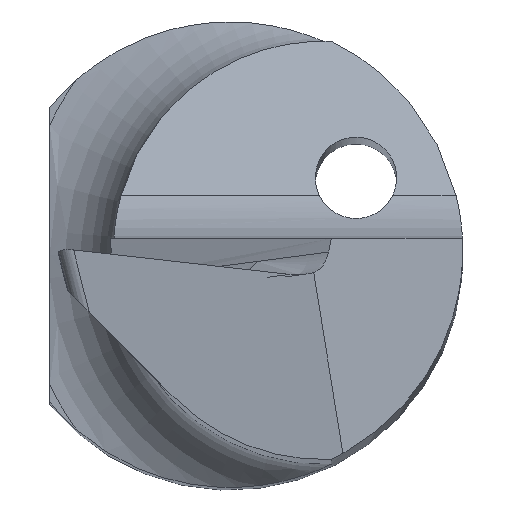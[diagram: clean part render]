
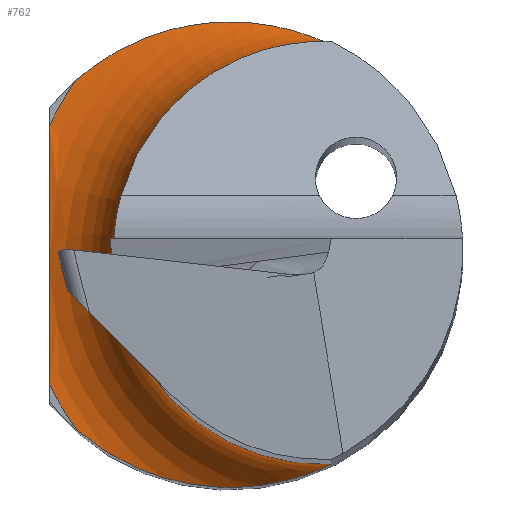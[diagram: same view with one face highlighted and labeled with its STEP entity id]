
A CAD part, top view. The second image highlights one B-rep face of the part: STEP entity #762.
In plain terms, the highlighted toroidal (fillet/blend) face has major radius 2.601 mm and minor radius 0.8 mm.
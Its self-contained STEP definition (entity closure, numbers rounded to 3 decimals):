
#7 = CIRCLE ( 'NONE', #290, 2.601 ) ;
#11 = CARTESIAN_POINT ( 'NONE',  ( -0.564, -1.932, 13.787 ) ) ;
#21 = CARTESIAN_POINT ( 'NONE',  ( 0.29, 1.982, 13.975 ) ) ;
#26 = DIRECTION ( 'NONE',  ( 1., 0., 0. ) ) ;
#28 = CARTESIAN_POINT ( 'NONE',  ( -0.349, 1.972, 13.817 ) ) ;
#35 = CARTESIAN_POINT ( 'NONE',  ( -1.55, 0.927, 13.751 ) ) ;
#39 = AXIS2_PLACEMENT_3D ( 'NONE', #69, #369, #669 ) ;
#41 = FACE_OUTER_BOUND ( 'NONE', #607, .T. ) ;
#64 = VERTEX_POINT ( 'NONE', #635 ) ;
#69 = CARTESIAN_POINT ( 'NONE',  ( 0.801, 0., 13.751 ) ) ;
#85 = CARTESIAN_POINT ( 'NONE',  ( 0.872, 1.8, 14.439 ) ) ;
#129 = VERTEX_POINT ( 'NONE', #473 ) ;
#130 = ORIENTED_EDGE ( 'NONE', *, *, #490, .T. ) ;
#164 = CARTESIAN_POINT ( 'NONE',  ( 0.872, -1.8, 14.439 ) ) ;
#188 = EDGE_CURVE ( 'NONE', #876, #225, #7, .T. ) ;
#200 = ORIENTED_EDGE ( 'NONE', *, *, #917, .T. ) ;
#207 = CIRCLE ( 'NONE', #505, 1.801 ) ;
#213 = EDGE_CURVE ( 'NONE', #356, #129, #207, .T. ) ;
#214 = CARTESIAN_POINT ( 'NONE',  ( -0.026, 2.003, 13.88 ) ) ;
#225 = VERTEX_POINT ( 'NONE', #614 ) ;
#226 = CARTESIAN_POINT ( 'NONE',  ( 0.081, 2.001, 13.907 ) ) ;
#229 = CARTESIAN_POINT ( 'NONE',  ( -0.352, -1.981, 13.812 ) ) ;
#234 = CARTESIAN_POINT ( 'NONE',  ( 0.293, -1.988, 13.963 ) ) ;
#251 = CARTESIAN_POINT ( 'NONE',  ( -0.666, 1.889, 13.779 ) ) ;
#252 = CARTESIAN_POINT ( 'NONE',  ( 0.801, 0., 13.751 ) ) ;
#270 = CARTESIAN_POINT ( 'NONE',  ( -1.55, -0.186, 13.791 ) ) ;
#280 = DIRECTION ( 'NONE',  ( 0., 0., -1. ) ) ;
#290 = AXIS2_PLACEMENT_3D ( 'NONE', #252, #911, #26 ) ;
#296 = CARTESIAN_POINT ( 'NONE',  ( -1.326, 1.497, 13.751 ) ) ;
#297 = CARTESIAN_POINT ( 'NONE',  ( -1.16, 1.645, 13.751 ) ) ;
#321 = EDGE_CURVE ( 'NONE', #129, #876, #949, .T. ) ;
#330 = CARTESIAN_POINT ( 'NONE',  ( -0.24, 1.988, 13.835 ) ) ;
#346 = CARTESIAN_POINT ( 'NONE',  ( -1.55, -0.742, 13.763 ) ) ;
#354 = AXIS2_PLACEMENT_3D ( 'NONE', #954, #280, #581 ) ;
#356 = VERTEX_POINT ( 'NONE', #404 ) ;
#369 = DIRECTION ( 'NONE',  ( 0., 0., 1. ) ) ;
#379 = CARTESIAN_POINT ( 'NONE',  ( -0.97, 1.763, 13.756 ) ) ;
#390 = CARTESIAN_POINT ( 'NONE',  ( 0.816, 1.828, 14.336 ) ) ;
#394 = B_SPLINE_CURVE_WITH_KNOTS ( 'NONE', 3,
 ( #796, #35, #419, #567, #554, #270, #564, #346, #791, #641 ),
 .UNSPECIFIED., .F., .F.,
 ( 4, 2, 2, 2, 4 ),
 ( 0., 0.001, 0.001, 0.002, 0.002 ),
 .UNSPECIFIED. ) ;
#398 = CARTESIAN_POINT ( 'NONE',  ( 0.582, 1.916, 14.117 ) ) ;
#401 = CARTESIAN_POINT ( 'NONE',  ( -1.326, -1.497, 13.751 ) ) ;
#402 = CARTESIAN_POINT ( 'NONE',  ( 0.801, 0., 14.551 ) ) ;
#404 = CARTESIAN_POINT ( 'NONE',  ( 0.872, -1.8, 14.551 ) ) ;
#408 = EDGE_CURVE ( 'NONE', #225, #880, #394, .T. ) ;
#419 = CARTESIAN_POINT ( 'NONE',  ( -1.55, 0.742, 13.763 ) ) ;
#451 = CARTESIAN_POINT ( 'NONE',  ( -1.55, -1.113, 13.751 ) ) ;
#459 = DIRECTION ( 'NONE',  ( 0., 0., -1. ) ) ;
#461 = CIRCLE ( 'NONE', #39, 2.601 ) ;
#473 = CARTESIAN_POINT ( 'NONE',  ( 0.872, 1.8, 14.551 ) ) ;
#479 = ORIENTED_EDGE ( 'NONE', *, *, #213, .T. ) ;
#490 = EDGE_CURVE ( 'NONE', #880, #64, #461, .T. ) ;
#505 = AXIS2_PLACEMENT_3D ( 'NONE', #402, #459, #619 ) ;
#528 = CARTESIAN_POINT ( 'NONE',  ( 0.581, -1.916, 14.117 ) ) ;
#554 = CARTESIAN_POINT ( 'NONE',  ( -1.55, 0.185, 13.791 ) ) ;
#564 = CARTESIAN_POINT ( 'NONE',  ( -1.55, -0.371, 13.783 ) ) ;
#567 = CARTESIAN_POINT ( 'NONE',  ( -1.55, 0.371, 13.783 ) ) ;
#581 = DIRECTION ( 'NONE',  ( 1., 0., 0. ) ) ;
#584 = ORIENTED_EDGE ( 'NONE', *, *, #188, .T. ) ;
#586 = CARTESIAN_POINT ( 'NONE',  ( 0.671, -1.886, 14.178 ) ) ;
#601 = CARTESIAN_POINT ( 'NONE',  ( 0.872, 1.8, 14.551 ) ) ;
#604 = TOROIDAL_SURFACE ( 'NONE', #354, 2.601, 0.8 ) ;
#607 = EDGE_LOOP ( 'NONE', ( #679, #584, #769, #130, #200, #479 ) ) ;
#608 = CARTESIAN_POINT ( 'NONE',  ( 0.672, 1.885, 14.178 ) ) ;
#614 = CARTESIAN_POINT ( 'NONE',  ( -1.55, 1.113, 13.751 ) ) ;
#619 = DIRECTION ( 'NONE',  ( 1., 0., 0. ) ) ;
#635 = CARTESIAN_POINT ( 'NONE',  ( -1.326, -1.497, 13.751 ) ) ;
#641 = CARTESIAN_POINT ( 'NONE',  ( -1.55, -1.113, 13.751 ) ) ;
#666 = CARTESIAN_POINT ( 'NONE',  ( -0.974, -1.761, 13.756 ) ) ;
#669 = DIRECTION ( 'NONE',  ( 1., 0., 0. ) ) ;
#673 = CARTESIAN_POINT ( 'NONE',  ( -1.159, -1.645, 13.751 ) ) ;
#674 = CARTESIAN_POINT ( 'NONE',  ( -1.326, 1.497, 13.751 ) ) ;
#679 = ORIENTED_EDGE ( 'NONE', *, *, #321, .T. ) ;
#762 = ADVANCED_FACE ( 'NONE', ( #41 ), #604, .F. ) ;
#769 = ORIENTED_EDGE ( 'NONE', *, *, #408, .T. ) ;
#779 = CARTESIAN_POINT ( 'NONE',  ( -0.562, 1.923, 13.789 ) ) ;
#791 = CARTESIAN_POINT ( 'NONE',  ( -1.55, -0.927, 13.751 ) ) ;
#796 = CARTESIAN_POINT ( 'NONE',  ( -1.55, 1.113, 13.751 ) ) ;
#801 = B_SPLINE_CURVE_WITH_KNOTS ( 'NONE', 3,
 ( #401, #673, #666, #11, #229, #840, #234, #528, #586, #904, #164, #847 ),
 .UNSPECIFIED., .F., .F.,
 ( 4, 2, 2, 2, 2, 4 ),
 ( 0., 0.001, 0.001, 0.002, 0.002, 0.003 ),
 .UNSPECIFIED. ) ;
#840 = CARTESIAN_POINT ( 'NONE',  ( 0.083, -2.01, 13.902 ) ) ;
#847 = CARTESIAN_POINT ( 'NONE',  ( 0.872, -1.8, 14.551 ) ) ;
#876 = VERTEX_POINT ( 'NONE', #296 ) ;
#880 = VERTEX_POINT ( 'NONE', #451 ) ;
#901 = CARTESIAN_POINT ( 'NONE',  ( 0.392, 1.964, 14.016 ) ) ;
#904 = CARTESIAN_POINT ( 'NONE',  ( 0.816, -1.828, 14.336 ) ) ;
#911 = DIRECTION ( 'NONE',  ( 0., 0., 1. ) ) ;
#917 = EDGE_CURVE ( 'NONE', #64, #356, #801, .T. ) ;
#949 = B_SPLINE_CURVE_WITH_KNOTS ( 'NONE', 3,
 ( #601, #85, #390, #608, #398, #901, #21, #226, #214, #330, #28, #779, #251, #379, #297, #674 ),
 .UNSPECIFIED., .F., .F.,
 ( 4, 2, 2, 2, 2, 2, 2, 4 ),
 ( 0., 0., 0.001, 0.001, 0.001, 0.002, 0.002, 0.003 ),
 .UNSPECIFIED. ) ;
#954 = CARTESIAN_POINT ( 'NONE',  ( 0.801, 0., 14.551 ) ) ;
